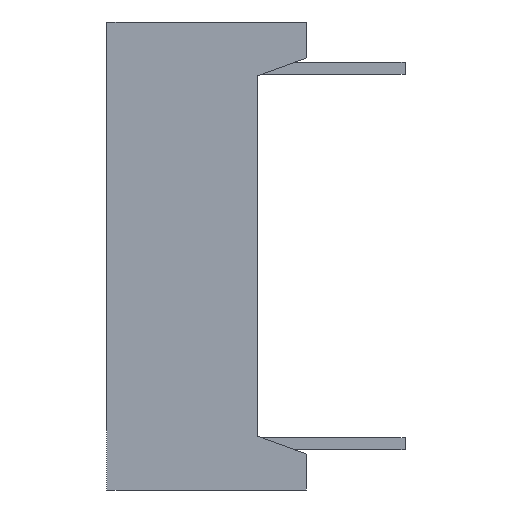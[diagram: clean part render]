
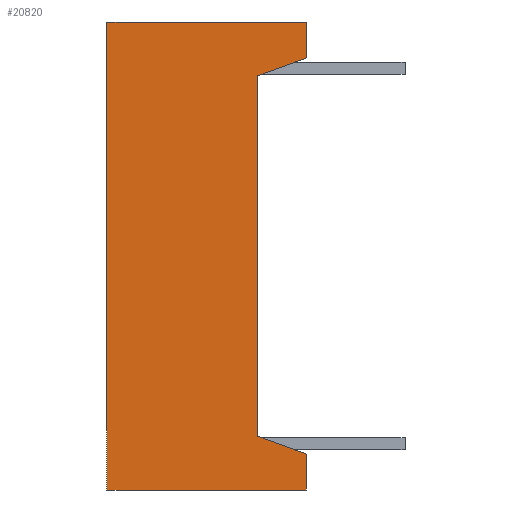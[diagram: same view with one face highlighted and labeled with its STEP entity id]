
A CAD part, left-side view. The second image highlights one B-rep face of the part: STEP entity #20820.
In plain terms, the highlighted planar face has unit normal (-1, 0, 0).
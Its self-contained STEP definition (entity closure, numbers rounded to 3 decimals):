
#1280 = VECTOR ( 'NONE', #17971, 1000. ) ;
#1993 = LINE ( 'NONE', #13826, #20806 ) ;
#1999 = ORIENTED_EDGE ( 'NONE', *, *, #10339, .T. ) ;
#2888 = ORIENTED_EDGE ( 'NONE', *, *, #21003, .T. ) ;
#2943 = VERTEX_POINT ( 'NONE', #22860 ) ;
#2976 = VERTEX_POINT ( 'NONE', #6006 ) ;
#3340 = EDGE_LOOP ( 'NONE', ( #7239, #22807, #25516, #1999, #16746, #26308, #2888, #23827 ) ) ;
#3593 = CARTESIAN_POINT ( 'NONE',  ( -18.8, -8.1, -9.5 ) ) ;
#3969 = AXIS2_PLACEMENT_3D ( 'NONE', #19520, #4786, #21973 ) ;
#4622 = VECTOR ( 'NONE', #27185, 1000. ) ;
#4786 = DIRECTION ( 'NONE',  ( -1., 0., 0. ) ) ;
#5941 = CARTESIAN_POINT ( 'NONE',  ( -18.8, -8.1, 0. ) ) ;
#6006 = CARTESIAN_POINT ( 'NONE',  ( -18.8, 0., 9.5 ) ) ;
#6403 = VECTOR ( 'NONE', #7774, 1000. ) ;
#7154 = PLANE ( 'NONE',  #3969 ) ;
#7239 = ORIENTED_EDGE ( 'NONE', *, *, #9857, .T. ) ;
#7774 = DIRECTION ( 'NONE',  ( 0., 0., 1. ) ) ;
#7846 = LINE ( 'NONE', #16398, #27446 ) ;
#8849 = VECTOR ( 'NONE', #28779, 1000. ) ;
#9857 = EDGE_CURVE ( 'NONE', #2976, #15744, #17685, .T. ) ;
#10339 = EDGE_CURVE ( 'NONE', #25733, #16161, #28415, .T. ) ;
#10615 = FACE_OUTER_BOUND ( 'NONE', #3340, .T. ) ;
#11144 = CARTESIAN_POINT ( 'NONE',  ( -18.8, -8.1, 9.5 ) ) ;
#11219 = EDGE_CURVE ( 'NONE', #15744, #15525, #21005, .T. ) ;
#13088 = VERTEX_POINT ( 'NONE', #29907 ) ;
#13737 = EDGE_CURVE ( 'NONE', #16161, #13088, #1993, .T. ) ;
#13760 = CARTESIAN_POINT ( 'NONE',  ( -18.8, -8.1, -8.04 ) ) ;
#13826 = CARTESIAN_POINT ( 'NONE',  ( -18.8, -6.1, 0. ) ) ;
#15146 = LINE ( 'NONE', #25288, #1280 ) ;
#15525 = VERTEX_POINT ( 'NONE', #19910 ) ;
#15744 = VERTEX_POINT ( 'NONE', #30516 ) ;
#15767 = EDGE_CURVE ( 'NONE', #15525, #25733, #30199, .T. ) ;
#16161 = VERTEX_POINT ( 'NONE', #22862 ) ;
#16398 = CARTESIAN_POINT ( 'NONE',  ( -18.8, 3.269, 3.902 ) ) ;
#16746 = ORIENTED_EDGE ( 'NONE', *, *, #13737, .T. ) ;
#17685 = LINE ( 'NONE', #24631, #4622 ) ;
#17836 = EDGE_CURVE ( 'NONE', #2943, #13088, #7846, .T. ) ;
#17971 = DIRECTION ( 'NONE',  ( 0., -1., 0. ) ) ;
#18217 = DIRECTION ( 'NONE',  ( 0., -1., 0. ) ) ;
#18885 = DIRECTION ( 'NONE',  ( 0., 0.94, -0.342 ) ) ;
#19168 = CARTESIAN_POINT ( 'NONE',  ( -18.8, -8.1, -8.04 ) ) ;
#19520 = CARTESIAN_POINT ( 'NONE',  ( -18.8, -8.1, 0. ) ) ;
#19910 = CARTESIAN_POINT ( 'NONE',  ( -18.8, -8.1, -9.5 ) ) ;
#20806 = VECTOR ( 'NONE', #23566, 1000. ) ;
#20820 = ADVANCED_FACE ( 'NONE', ( #10615 ), #7154, .T. ) ;
#21003 = EDGE_CURVE ( 'NONE', #2943, #24136, #31747, .T. ) ;
#21005 = LINE ( 'NONE', #3593, #27524 ) ;
#21973 = DIRECTION ( 'NONE',  ( 0., 0., 1. ) ) ;
#22807 = ORIENTED_EDGE ( 'NONE', *, *, #11219, .T. ) ;
#22860 = CARTESIAN_POINT ( 'NONE',  ( -18.8, -8.1, 8.04 ) ) ;
#22862 = CARTESIAN_POINT ( 'NONE',  ( -18.8, -6.1, -7.312 ) ) ;
#23427 = DIRECTION ( 'NONE',  ( 0., 0., 1. ) ) ;
#23566 = DIRECTION ( 'NONE',  ( 0., 0., 1. ) ) ;
#23691 = VECTOR ( 'NONE', #23427, 1000. ) ;
#23827 = ORIENTED_EDGE ( 'NONE', *, *, #26919, .F. ) ;
#24136 = VERTEX_POINT ( 'NONE', #11144 ) ;
#24631 = CARTESIAN_POINT ( 'NONE',  ( -18.8, 0., 0. ) ) ;
#24973 = CARTESIAN_POINT ( 'NONE',  ( -18.8, -8.1, 0. ) ) ;
#25288 = CARTESIAN_POINT ( 'NONE',  ( -18.8, -8.1, 9.5 ) ) ;
#25516 = ORIENTED_EDGE ( 'NONE', *, *, #15767, .T. ) ;
#25733 = VERTEX_POINT ( 'NONE', #13760 ) ;
#26308 = ORIENTED_EDGE ( 'NONE', *, *, #17836, .F. ) ;
#26919 = EDGE_CURVE ( 'NONE', #2976, #24136, #15146, .T. ) ;
#27185 = DIRECTION ( 'NONE',  ( 0., 0., -1. ) ) ;
#27446 = VECTOR ( 'NONE', #18885, 1000. ) ;
#27524 = VECTOR ( 'NONE', #18217, 1000. ) ;
#28415 = LINE ( 'NONE', #19168, #8849 ) ;
#28779 = DIRECTION ( 'NONE',  ( 0., 0.94, 0.342 ) ) ;
#29907 = CARTESIAN_POINT ( 'NONE',  ( -18.8, -6.1, 7.312 ) ) ;
#30199 = LINE ( 'NONE', #5941, #23691 ) ;
#30516 = CARTESIAN_POINT ( 'NONE',  ( -18.8, 0., -9.5 ) ) ;
#31747 = LINE ( 'NONE', #24973, #6403 ) ;
